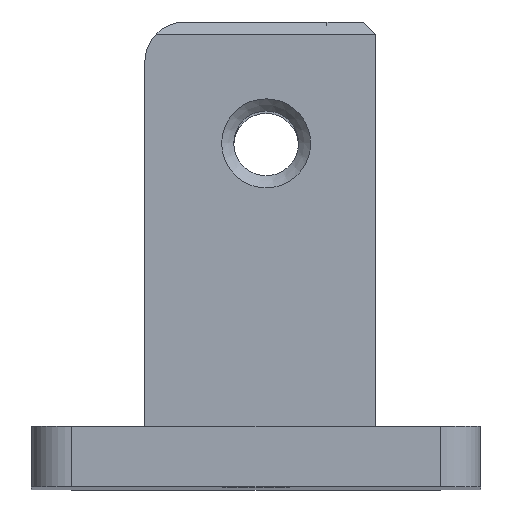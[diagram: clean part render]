
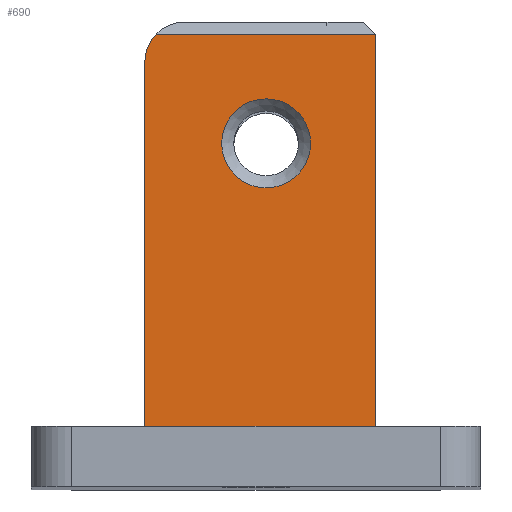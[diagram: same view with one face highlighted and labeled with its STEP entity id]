
A CAD part, top view. The second image highlights one B-rep face of the part: STEP entity #690.
In plain terms, the highlighted planar face has unit normal (0, 0, 1).
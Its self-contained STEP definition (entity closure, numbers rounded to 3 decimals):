
#333=CARTESIAN_POINT('',(237.4,-77.,88.225));
#334=VERTEX_POINT('',#333);
#341=CARTESIAN_POINT('',(226.,-77.,88.225));
#342=VERTEX_POINT('',#341);
#343=CARTESIAN_POINT('',(237.4,-77.,88.225));
#344=DIRECTION('',(-1.,0.,0.));
#345=VECTOR('',#344,11.4);
#346=LINE('',#343,#345);
#347=EDGE_CURVE('',#334,#342,#346,.T.);
#628=CARTESIAN_POINT('',(226.,-59.,88.225));
#629=VERTEX_POINT('',#628);
#630=CARTESIAN_POINT('',(226.,-59.,88.225));
#631=DIRECTION('',(0.,-1.,0.));
#632=VECTOR('',#631,18.);
#633=LINE('',#630,#632);
#634=EDGE_CURVE('',#629,#342,#633,.T.);
#647=CARTESIAN_POINT('',(233.2,-57.,88.225));
#648=DIRECTION('',(0.,0.,1.));
#649=DIRECTION('',(1.,0.,0.));
#650=AXIS2_PLACEMENT_3D('',#647,#648,#649);
#651=PLANE('',#650);
#652=CARTESIAN_POINT('',(234.2,-63.,88.225));
#653=VERTEX_POINT('',#652);
#654=CARTESIAN_POINT('',(232.,-63.,88.225));
#655=DIRECTION('',(-0.,-0.,-1.));
#656=DIRECTION('',(1.,0.,-0.));
#657=AXIS2_PLACEMENT_3D('',#654,#655,#656);
#658=CIRCLE('',#657,2.2);
#659=EDGE_CURVE('',#653,#653,#658,.T.);
#660=ORIENTED_EDGE('',*,*,#659,.T.);
#661=EDGE_LOOP('',(#660));
#662=FACE_BOUND('',#661,.T.);
#663=CARTESIAN_POINT('',(237.4,-57.6,88.225));
#664=VERTEX_POINT('',#663);
#665=CARTESIAN_POINT('',(226.572,-57.6,88.225));
#666=VERTEX_POINT('',#665);
#667=CARTESIAN_POINT('',(237.4,-57.6,88.225));
#668=DIRECTION('',(-1.,0.,0.));
#669=VECTOR('',#668,10.828);
#670=LINE('',#667,#669);
#671=EDGE_CURVE('',#664,#666,#670,.T.);
#672=ORIENTED_EDGE('',*,*,#671,.T.);
#673=CARTESIAN_POINT('',(228.,-59.,88.225));
#674=DIRECTION('',(0.,0.,1.));
#675=DIRECTION('',(1.,0.,-0.));
#676=AXIS2_PLACEMENT_3D('',#673,#674,#675);
#677=CIRCLE('',#676,2.);
#678=EDGE_CURVE('',#666,#629,#677,.T.);
#679=ORIENTED_EDGE('',*,*,#678,.T.);
#680=ORIENTED_EDGE('',*,*,#634,.T.);
#681=ORIENTED_EDGE('',*,*,#347,.F.);
#682=CARTESIAN_POINT('',(237.4,-57.6,88.225));
#683=DIRECTION('',(0.,-1.,0.));
#684=VECTOR('',#683,19.4);
#685=LINE('',#682,#684);
#686=EDGE_CURVE('',#664,#334,#685,.T.);
#687=ORIENTED_EDGE('',*,*,#686,.F.);
#688=EDGE_LOOP('',(#672,#679,#680,#681,#687));
#689=FACE_BOUND('',#688,.T.);
#690=ADVANCED_FACE('',(#662,#689),#651,.T.);
